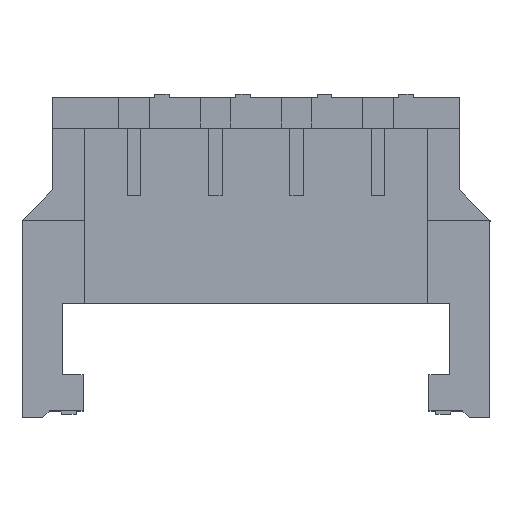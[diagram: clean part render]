
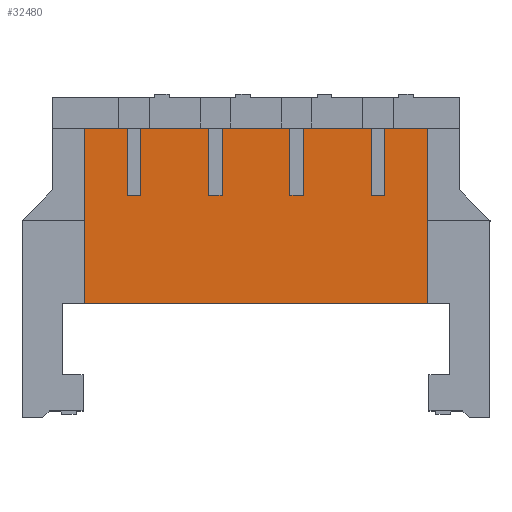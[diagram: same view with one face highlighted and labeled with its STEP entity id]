
A CAD part, top view. The second image highlights one B-rep face of the part: STEP entity #32480.
In plain terms, the highlighted face is planar.
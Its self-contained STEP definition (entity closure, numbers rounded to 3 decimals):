
#6400=CARTESIAN_POINT('',(-7.802,9.799,
8.078));
#6410=DIRECTION('',(0.,0.,1.));
#6420=VECTOR('',#6410,1.);
#6430=LINE('',#6400,#6420);
#6440=CARTESIAN_POINT('',(-7.802,9.799,
8.078));
#6450=VERTEX_POINT('',#6440);
#6460=CARTESIAN_POINT('',(-7.802,9.799,
10.668));
#6470=VERTEX_POINT('',#6460);
#6480=EDGE_CURVE('',#6450,#6470,#6430,.T.);
#7640=CARTESIAN_POINT('',(-7.172,9.799,
9.678));
#7650=VERTEX_POINT('',#7640);
#7680=CARTESIAN_POINT('',(-7.172,9.799,
10.668));
#7690=DIRECTION('',(0.,0.,-1.));
#7700=VECTOR('',#7690,1.);
#7710=LINE('',#7680,#7700);
#7720=CARTESIAN_POINT('',(-7.172,9.799,
10.668));
#7730=VERTEX_POINT('',#7720);
#7740=EDGE_CURVE('',#7730,#7650,#7710,.T.);
#8440=CARTESIAN_POINT('',(-6.972,9.799,
9.678));
#8450=VERTEX_POINT('',#8440);
#8480=CARTESIAN_POINT('',(-6.972,9.799,
9.678));
#8490=DIRECTION('',(-1.,0.,0.));
#8500=VECTOR('',#8490,1.);
#8510=LINE('',#8480,#8500);
#8520=EDGE_CURVE('',#8450,#7650,#8510,.T.);
#17630=CARTESIAN_POINT('',(-5.972,9.799,
9.678));
#17640=VERTEX_POINT('',#17630);
#17720=CARTESIAN_POINT('',(-5.772,9.799,
9.678));
#17730=VERTEX_POINT('',#17720);
#17760=CARTESIAN_POINT('',(-5.772,9.799,
9.678));
#17770=DIRECTION('',(-1.,0.,0.));
#17780=VECTOR('',#17770,1.);
#17790=LINE('',#17760,#17780);
#17800=EDGE_CURVE('',#17730,#17640,#17790,.T.);
#18220=CARTESIAN_POINT('',(-5.972,9.799,
10.668));
#18230=DIRECTION('',(0.,0.,-1.));
#18240=VECTOR('',#18230,1.);
#18250=LINE('',#18220,#18240);
#18260=CARTESIAN_POINT('',(-5.972,9.799,
10.668));
#18270=VERTEX_POINT('',#18260);
#18280=EDGE_CURVE('',#18270,#17640,#18250,.T.);
#20170=CARTESIAN_POINT('',(-4.572,9.799,
9.678));
#20180=VERTEX_POINT('',#20170);
#20210=CARTESIAN_POINT('',(-4.772,9.799,
9.678));
#20220=DIRECTION('',(1.,0.,0.));
#20230=VECTOR('',#20220,1.);
#20240=LINE('',#20210,#20230);
#20250=CARTESIAN_POINT('',(-4.772,9.799,
9.678));
#20260=VERTEX_POINT('',#20250);
#20270=EDGE_CURVE('',#20260,#20180,#20240,.T.);
#21660=CARTESIAN_POINT('',(-5.772,9.799,
10.668));
#21670=VERTEX_POINT('',#21660);
#21720=CARTESIAN_POINT('',(-5.972,9.799,
10.668));
#21730=DIRECTION('',(-1.,0.,0.));
#21740=VECTOR('',#21730,1.);
#21750=LINE('',#21720,#21740);
#21760=CARTESIAN_POINT('',(-6.972,9.799,
10.668));
#21770=VERTEX_POINT('',#21760);
#21780=EDGE_CURVE('',#18270,#21770,#21750,.T.);
#21880=CARTESIAN_POINT('',(-7.802,9.799,
10.668));
#21890=DIRECTION('',(1.,0.,0.));
#21900=VECTOR('',#21890,1.);
#21910=LINE('',#21880,#21900);
#21920=EDGE_CURVE('',#6470,#7730,#21910,.T.);
#22830=CARTESIAN_POINT('',(-2.742,9.799,
10.668));
#22840=VERTEX_POINT('',#22830);
#22870=CARTESIAN_POINT('',(-2.742,9.799,
10.668));
#22880=DIRECTION('',(-1.,0.,0.));
#22890=VECTOR('',#22880,1.);
#22900=LINE('',#22870,#22890);
#22910=CARTESIAN_POINT('',(-3.372,9.799,
10.668));
#22920=VERTEX_POINT('',#22910);
#22930=EDGE_CURVE('',#22840,#22920,#22900,.T.);
#23150=CARTESIAN_POINT('',(-3.572,9.799,
10.668));
#23160=VERTEX_POINT('',#23150);
#23190=CARTESIAN_POINT('',(-3.572,9.799,
10.668));
#23200=DIRECTION('',(-1.,0.,0.));
#23210=VECTOR('',#23200,1.);
#23220=LINE('',#23190,#23210);
#23230=CARTESIAN_POINT('',(-4.572,9.799,
10.668));
#23240=VERTEX_POINT('',#23230);
#23250=EDGE_CURVE('',#23160,#23240,#23220,.T.);
#23470=CARTESIAN_POINT('',(-4.772,9.799,
10.668));
#23480=VERTEX_POINT('',#23470);
#23510=CARTESIAN_POINT('',(-4.772,9.799,
10.668));
#23520=DIRECTION('',(-1.,0.,0.));
#23530=VECTOR('',#23520,1.);
#23540=LINE('',#23510,#23530);
#23550=EDGE_CURVE('',#23480,#21670,#23540,.T.);
#24460=CARTESIAN_POINT('',(-5.772,9.799,
10.668));
#24470=DIRECTION('',(0.,0.,-1.));
#24480=VECTOR('',#24470,1.);
#24490=LINE('',#24460,#24480);
#24500=EDGE_CURVE('',#21670,#17730,#24490,.T.);
#25850=CARTESIAN_POINT('',(-6.972,9.799,
10.668));
#25860=DIRECTION('',(0.,0.,-1.));
#25870=VECTOR('',#25860,1.);
#25880=LINE('',#25850,#25870);
#25890=EDGE_CURVE('',#21770,#8450,#25880,.T.);
#26670=CARTESIAN_POINT('',(-4.772,9.799,
10.668));
#26680=DIRECTION('',(0.,0.,-1.));
#26690=VECTOR('',#26680,1.);
#26700=LINE('',#26670,#26690);
#26710=EDGE_CURVE('',#23480,#20260,#26700,.T.);
#28630=CARTESIAN_POINT('',(-3.572,9.799,
9.678));
#28640=VERTEX_POINT('',#28630);
#28670=CARTESIAN_POINT('',(-3.572,9.799,
10.668));
#28680=DIRECTION('',(0.,0.,-1.));
#28690=VECTOR('',#28680,1.);
#28700=LINE('',#28670,#28690);
#28710=EDGE_CURVE('',#23160,#28640,#28700,.T.);
#31870=CARTESIAN_POINT('',(-4.572,9.799,
10.668));
#31880=DIRECTION('',(0.,0.,-1.));
#31890=VECTOR('',#31880,1.);
#31900=LINE('',#31870,#31890);
#31910=EDGE_CURVE('',#23240,#20180,#31900,.T.);
#31970=CARTESIAN_POINT('',(0.028,9.799,
9.908));
#31980=DIRECTION('',(0.,-1.,0.));
#31990=DIRECTION('',(1.,0.,0.));
#32000=AXIS2_PLACEMENT_3D('',#31970,#31980,#31990);
#32010=PLANE('',#32000);
#32020=ORIENTED_EDGE('',*,*,#6480,.F.);
#32030=ORIENTED_EDGE('',*,*,#21920,.F.);
#32040=ORIENTED_EDGE('',*,*,#7740,.F.);
#32050=ORIENTED_EDGE('',*,*,#8520,.T.);
#32060=ORIENTED_EDGE('',*,*,#25890,.T.);
#32070=ORIENTED_EDGE('',*,*,#21780,.T.);
#32080=ORIENTED_EDGE('',*,*,#18280,.F.);
#32090=ORIENTED_EDGE('',*,*,#17800,.T.);
#32100=ORIENTED_EDGE('',*,*,#24500,.T.);
#32110=ORIENTED_EDGE('',*,*,#23550,.T.);
#32120=ORIENTED_EDGE('',*,*,#26710,.F.);
#32130=ORIENTED_EDGE('',*,*,#20270,.F.);
#32140=ORIENTED_EDGE('',*,*,#31910,.T.);
#32150=ORIENTED_EDGE('',*,*,#23250,.T.);
#32160=ORIENTED_EDGE('',*,*,#28710,.F.);
#32170=CARTESIAN_POINT('',(-3.572,9.799,
9.678));
#32180=DIRECTION('',(1.,0.,0.));
#32190=VECTOR('',#32180,1.);
#32200=LINE('',#32170,#32190);
#32210=CARTESIAN_POINT('',(-3.372,9.799,
9.678));
#32220=VERTEX_POINT('',#32210);
#32230=EDGE_CURVE('',#28640,#32220,#32200,.T.);
#32240=ORIENTED_EDGE('',*,*,#32230,.F.);
#32250=CARTESIAN_POINT('',(-3.372,9.799,
10.668));
#32260=DIRECTION('',(0.,0.,-1.));
#32270=VECTOR('',#32260,1.);
#32280=LINE('',#32250,#32270);
#32290=EDGE_CURVE('',#22920,#32220,#32280,.T.);
#32300=ORIENTED_EDGE('',*,*,#32290,.T.);
#32310=ORIENTED_EDGE('',*,*,#22930,.T.);
#32320=CARTESIAN_POINT('',(-2.742,9.799,
8.078));
#32330=DIRECTION('',(0.,0.,1.));
#32340=VECTOR('',#32330,1.);
#32350=LINE('',#32320,#32340);
#32360=CARTESIAN_POINT('',(-2.742,9.799,
8.078));
#32370=VERTEX_POINT('',#32360);
#32380=EDGE_CURVE('',#32370,#22840,#32350,.T.);
#32390=ORIENTED_EDGE('',*,*,#32380,.T.);
#32400=CARTESIAN_POINT('',(-5.402,9.799,
8.078));
#32410=DIRECTION('',(1.,0.,0.));
#32420=VECTOR('',#32410,1.);
#32430=LINE('',#32400,#32420);
#32440=EDGE_CURVE('',#6450,#32370,#32430,.T.);
#32450=ORIENTED_EDGE('',*,*,#32440,.T.);
#32460=EDGE_LOOP('',(#32450,#32390,#32310,#32300,#32240,#32160,#32150,
#32140,#32130,#32120,#32110,#32100,#32090,#32080,#32070,#32060,#32050,
#32040,#32030,#32020));
#32470=FACE_OUTER_BOUND('',#32460,.T.);
#32480=ADVANCED_FACE('',(#32470),#32010,.T.);
